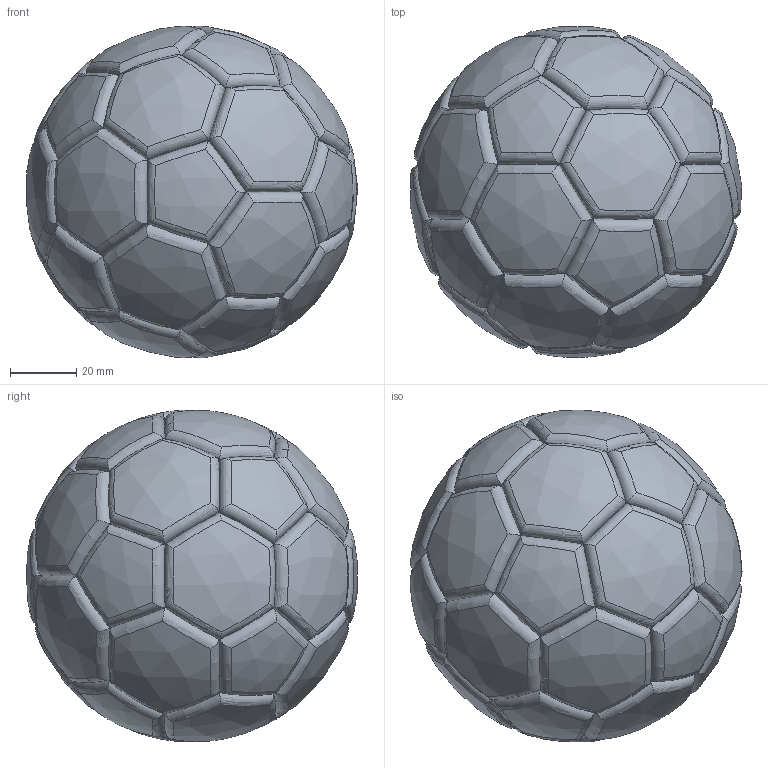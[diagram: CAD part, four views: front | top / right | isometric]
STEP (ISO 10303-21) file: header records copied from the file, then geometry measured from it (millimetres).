
FILE_DESCRIPTION(/* description */ (''),/* implementation_level */ '2;1');
FILE_NAME(/* name */ 'Soccer Ball.step',/* time_stamp */ '2017-06-24T11:45:37+10:00',/* author */ (''),/* organization */ (''),/* preprocessor_version */ 'ST-DEVELOPER v16.13',/* originating_system */ 'Autodesk Translation Framework v6.1.1.50',/* authorisation */ '');
FILE_SCHEMA (('AUTOMOTIVE_DESIGN { 1 0 10303 214 3 1 1 }','AP242_MANAGED_MODEL_BASED_3D_ENGINEERING_MIM_LF { 1 0 10303 442 1 1 4 }'));
Length unit declared in the file: millimetre
Products named in the file (3): Soccer Ball v1; Hex; Pent
Assembly tree (32 placements, depth 2):
  Soccer Ball v1
    Pent  x12
    Hex  x20
Bounding box: 99.66 x 99.6 x 99.64 mm (x, y, z)
Volume: 516239.1 mm3; surface area: 117591.5 mm2
Topology: 32 solids, 32 shells, 392 faces, 720 edges, 392 vertices
Faces by surface type: torus 180, plane 180, sphere 32
Entity records: 1060 total; most frequent: CARTESIAN_POINT 271, DIRECTION 175, ORIENTED_EDGE 88, AXIS2_PLACEMENT_3D 82, EDGE_CURVE 44, PRODUCT_DEFINITION_SHAPE 35, CONTEXT_DEPENDENT_OVER_RIDING_STYLED_ITEM 32, ITEM_DEFINED_TRANSFORMATION 32
